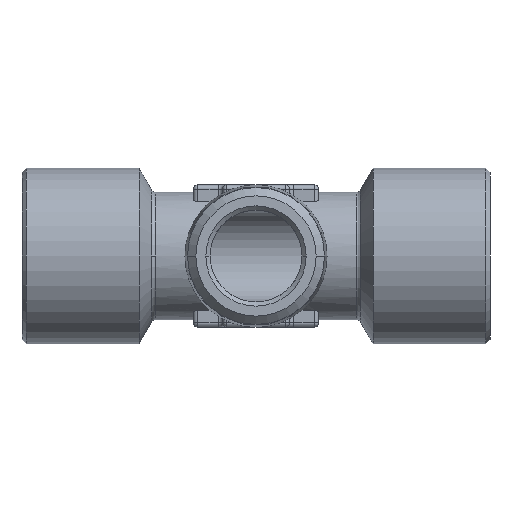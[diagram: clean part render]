
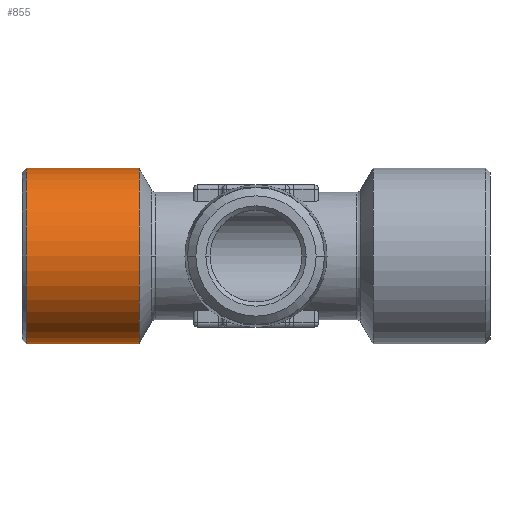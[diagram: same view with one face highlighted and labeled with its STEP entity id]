
A CAD part, front view. The second image highlights one B-rep face of the part: STEP entity #855.
In plain terms, the highlighted cylindrical face has radius 10.5 mm (diameter 21 mm), a partial arc.
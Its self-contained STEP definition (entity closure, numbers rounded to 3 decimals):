
#834 = ORIENTED_EDGE ( 'NONE', *, *, #842, .F. ) ;
#835 = VERTEX_POINT ( 'NONE', #2901 ) ;
#836 = ORIENTED_EDGE ( 'NONE', *, *, #841, .T. ) ;
#838 = VERTEX_POINT ( 'NONE', #2900 ) ;
#841 = EDGE_CURVE ( 'NONE', #835, #975, #2899, .T. ) ;
#842 = EDGE_CURVE ( 'NONE', #838, #972, #2895, .T. ) ;
#844 = ORIENTED_EDGE ( 'NONE', *, *, #870, .F. ) ;
#855 = ADVANCED_FACE ( 'NONE', ( #2932 ), #2931, .T. ) ;
#856 = EDGE_LOOP ( 'NONE', ( #860, #836, #844, #834 ) ) ;
#860 = ORIENTED_EDGE ( 'NONE', *, *, #862, .T. ) ;
#862 = EDGE_CURVE ( 'NONE', #838, #835, #2980, .T. ) ;
#870 = EDGE_CURVE ( 'NONE', #972, #975, #2958, .T. ) ;
#972 = VERTEX_POINT ( 'NONE', #3146 ) ;
#975 = VERTEX_POINT ( 'NONE', #3145 ) ;
#2892 = DIRECTION ( 'NONE',  ( 1., 0., 0. ) ) ;
#2893 = VECTOR ( 'NONE', #2892, 1000. ) ;
#2894 = CARTESIAN_POINT ( 'NONE',  ( 9.788, 0., 10.5 ) ) ;
#2895 = LINE ( 'NONE', #2894, #2893 ) ;
#2896 = DIRECTION ( 'NONE',  ( 1., 0., 0. ) ) ;
#2897 = VECTOR ( 'NONE', #2896, 1000. ) ;
#2898 = CARTESIAN_POINT ( 'NONE',  ( 9.788, 0., -10.5 ) ) ;
#2899 = LINE ( 'NONE', #2898, #2897 ) ;
#2900 = CARTESIAN_POINT ( 'NONE',  ( -27.5, 0., 10.5 ) ) ;
#2901 = CARTESIAN_POINT ( 'NONE',  ( -27.5, 0., -10.5 ) ) ;
#2926 = DIRECTION ( 'NONE',  ( 0., 0., 1. ) ) ;
#2927 = DIRECTION ( 'NONE',  ( 1., 0., 0. ) ) ;
#2928 = AXIS2_PLACEMENT_3D ( 'NONE', #2930, #2927, #2926 ) ;
#2930 = CARTESIAN_POINT ( 'NONE',  ( 9.788, 0., 0. ) ) ;
#2931 = CYLINDRICAL_SURFACE ( 'NONE', #2928, 10.5 ) ;
#2932 = FACE_OUTER_BOUND ( 'NONE', #856, .T. ) ;
#2951 = DIRECTION ( 'NONE',  ( 0., 0., 1. ) ) ;
#2952 = DIRECTION ( 'NONE',  ( 1., 0., 0. ) ) ;
#2953 = CARTESIAN_POINT ( 'NONE',  ( -14., 0., 0. ) ) ;
#2954 = AXIS2_PLACEMENT_3D ( 'NONE', #2953, #2952, #2951 ) ;
#2958 = CIRCLE ( 'NONE', #2954, 10.5 ) ;
#2972 = DIRECTION ( 'NONE',  ( 0., 0., 1. ) ) ;
#2973 = DIRECTION ( 'NONE',  ( 1., 0., 0. ) ) ;
#2974 = CARTESIAN_POINT ( 'NONE',  ( -27.5, 0., 0. ) ) ;
#2975 = AXIS2_PLACEMENT_3D ( 'NONE', #2974, #2973, #2972 ) ;
#2980 = CIRCLE ( 'NONE', #2975, 10.5 ) ;
#3145 = CARTESIAN_POINT ( 'NONE',  ( -14., 0., -10.5 ) ) ;
#3146 = CARTESIAN_POINT ( 'NONE',  ( -14., 0., 10.5 ) ) ;
